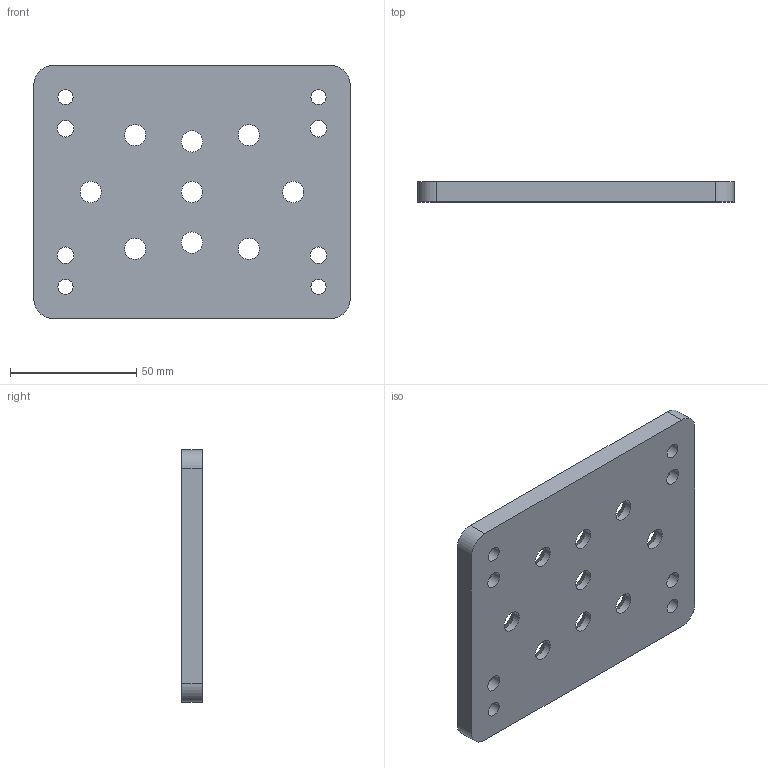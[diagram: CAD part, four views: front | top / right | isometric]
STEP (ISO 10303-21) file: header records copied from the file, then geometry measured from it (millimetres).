
FILE_DESCRIPTION(/* description */ (''),/* implementation_level */ '2;1');
FILE_NAME(/* name */ 'Plaque_adaptrice_updated.stp',/* time_stamp */ '2021-10-06T11:22:38-04:00',/* author */ ('gboucher'),/* organization */ (''),/* preprocessor_version */ 'ST-DEVELOPER v18.1',/* originating_system */ 'Autodesk Inventor 2021',/* authorisation */ '');
FILE_SCHEMA (('AUTOMOTIVE_DESIGN { 1 0 10303 214 3 1 1 }'));
Length unit declared in the file: millimetre
Products named in the file (1): Plaque_adaptrice_updated
Bounding box: 125 x 8 x 100 mm (x, y, z)
Volume: 88400.8 mm3; surface area: 29847.6 mm2
Topology: 1 solids, 1 shells, 52 faces, 173 edges, 123 vertices
Faces by surface type: cylinder 27, cone 19, plane 6
Full cylindrical faces by diameter (mm): 3 x6, 6 x4, 6.6 x4, 8.4 x9
Entity records: 2069 total; most frequent: DIRECTION 382, CARTESIAN_POINT 343, ORIENTED_EDGE 334, EDGE_CURVE 167, AXIS2_PLACEMENT_3D 162, VERTEX_POINT 123, CIRCLE 109, EDGE_LOOP 92
